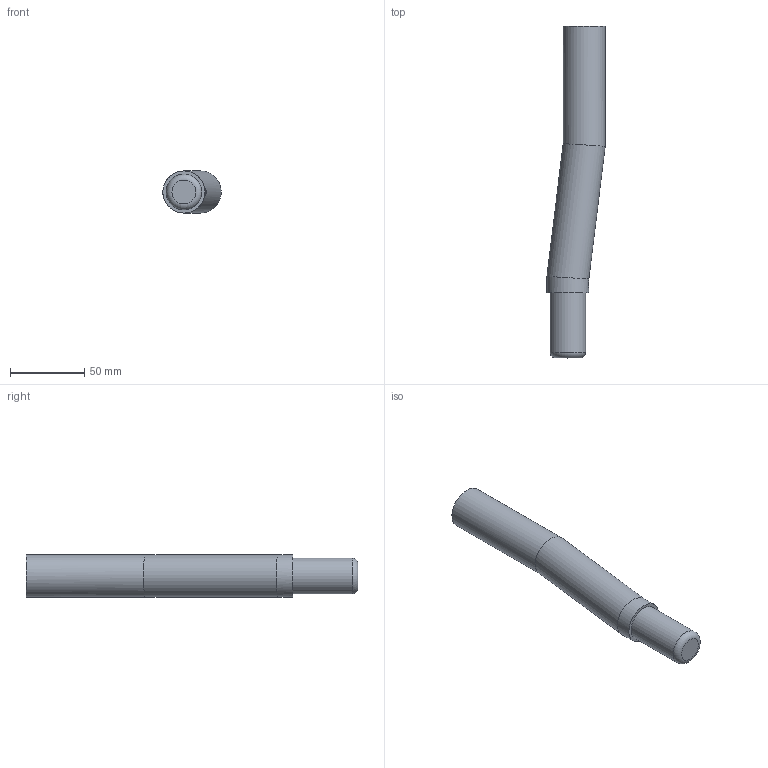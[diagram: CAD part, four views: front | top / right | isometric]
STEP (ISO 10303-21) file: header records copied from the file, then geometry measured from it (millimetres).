
FILE_DESCRIPTION(/* description */ (''),/* implementation_level */ '2;1');
FILE_NAME(/* name */ 'cx500 v22.step',/* time_stamp */ '2023-06-13T18:59:47+02:00',/* author */ (''),/* organization */ (''),/* preprocessor_version */ 'ST-DEVELOPER v19.2',/* originating_system */ 'Autodesk Translation Framework v12.4.0.73',/* authorisation */ '');
FILE_SCHEMA (('AUTOMOTIVE_DESIGN { 1 0 10303 214 3 1 1 }'));
Length unit declared in the file: millimetre
Products named in the file (1): cx500
Bounding box: 39.24 x 223.33 x 28.27 mm (x, y, z)
Volume: 122728.6 mm3; surface area: 27268.2 mm2
Topology: 1 solids, 1 shells, 297 faces, 909 edges, 607 vertices
Faces by surface type: cylinder 276, bspline 15, plane 5, torus 1
Full cylindrical faces by diameter (mm): 6.779 x54, 8.17 x67, 20.121 x1, 24 x1, 28.275 x3
Entity records: 25777 total; most frequent: CARTESIAN_POINT 18829, ORIENTED_EDGE 1818, EDGE_CURVE 909, DIRECTION 889, B_SPLINE_CURVE_WITH_KNOTS 607, VERTEX_POINT 607, AXIS2_PLACEMENT_3D 304, EDGE_LOOP 300
